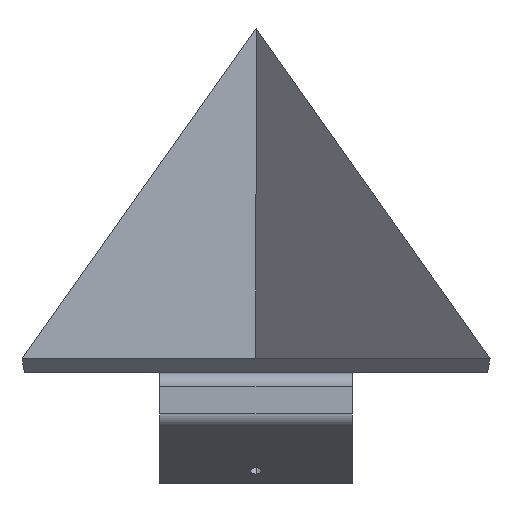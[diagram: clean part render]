
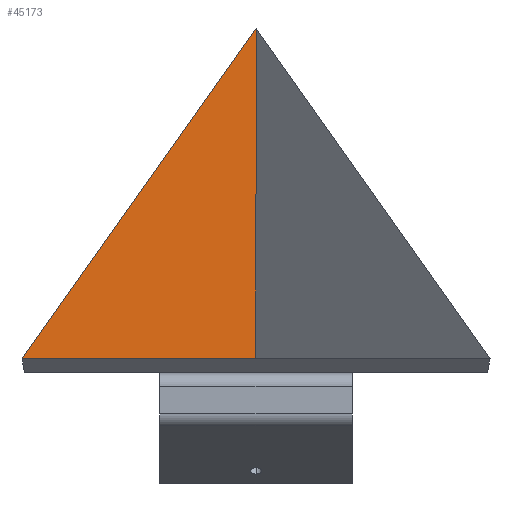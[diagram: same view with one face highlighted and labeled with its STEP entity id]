
A CAD part, top view. The second image highlights one B-rep face of the part: STEP entity #45173.
In plain terms, the highlighted planar face has unit normal (0.707, 0, 0.707).
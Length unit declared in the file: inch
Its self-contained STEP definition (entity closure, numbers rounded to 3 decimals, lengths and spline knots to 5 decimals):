
#209 = ORIENTED_EDGE ( 'NONE', *, *, #1836, .F. ) ;
#437 = EDGE_CURVE ( 'NONE', #61789, #67198, #43379, .T. ) ;
#1836 = EDGE_CURVE ( 'NONE', #61859, #61789, #65760, .T. ) ;
#2540 = ORIENTED_EDGE ( 'NONE', *, *, #437, .F. ) ;
#4964 = PLANE ( 'NONE',  #15837 ) ;
#8925 = LINE ( 'NONE', #51446, #33775 ) ;
#9768 = CARTESIAN_POINT ( 'NONE',  ( 0., 6.01041, -4.25 ) ) ;
#15837 = AXIS2_PLACEMENT_3D ( 'NONE', #47841, #68594, #42930 ) ;
#19636 = CARTESIAN_POINT ( 'NONE',  ( -4.25, 0., 0. ) ) ;
#20655 = DIRECTION ( 'NONE',  ( -0.707, 0., 0.707 ) ) ;
#27252 = DIRECTION ( 'NONE',  ( 0., -1., 0. ) ) ;
#27717 = CARTESIAN_POINT ( 'NONE',  ( 0., 6.01041, -4.25 ) ) ;
#30542 = DIRECTION ( 'NONE',  ( 0.5, 0.707, -0.5 ) ) ;
#30811 = CARTESIAN_POINT ( 'NONE',  ( 0., 0., -4.25 ) ) ;
#31568 = CARTESIAN_POINT ( 'NONE',  ( 0., 0., -4.25 ) ) ;
#33775 = VECTOR ( 'NONE', #30542, 39.37008 ) ;
#41717 = VECTOR ( 'NONE', #20655, 39.37008 ) ;
#42930 = DIRECTION ( 'NONE',  ( -0.707, 0., 0.707 ) ) ;
#43379 = LINE ( 'NONE', #31568, #41717 ) ;
#45173 = ADVANCED_FACE ( 'NONE', ( #48994 ), #4964, .F. ) ;
#47841 = CARTESIAN_POINT ( 'NONE',  ( 0., 0., -4.25 ) ) ;
#48994 = FACE_OUTER_BOUND ( 'NONE', #60082, .T. ) ;
#51446 = CARTESIAN_POINT ( 'NONE',  ( -4.25, 0., 0. ) ) ;
#53817 = EDGE_CURVE ( 'NONE', #67198, #61859, #8925, .T. ) ;
#54130 = ORIENTED_EDGE ( 'NONE', *, *, #53817, .F. ) ;
#60082 = EDGE_LOOP ( 'NONE', ( #54130, #2540, #209 ) ) ;
#61789 = VERTEX_POINT ( 'NONE', #30811 ) ;
#61859 = VERTEX_POINT ( 'NONE', #9768 ) ;
#63248 = VECTOR ( 'NONE', #27252, 39.37008 ) ;
#65760 = LINE ( 'NONE', #27717, #63248 ) ;
#67198 = VERTEX_POINT ( 'NONE', #19636 ) ;
#68594 = DIRECTION ( 'NONE',  ( -0.707, 0., -0.707 ) ) ;
